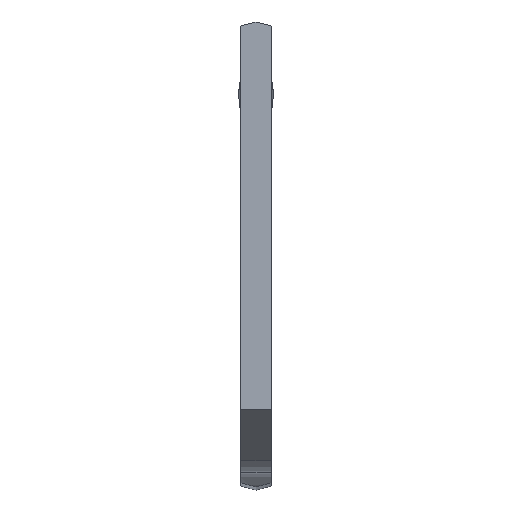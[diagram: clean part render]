
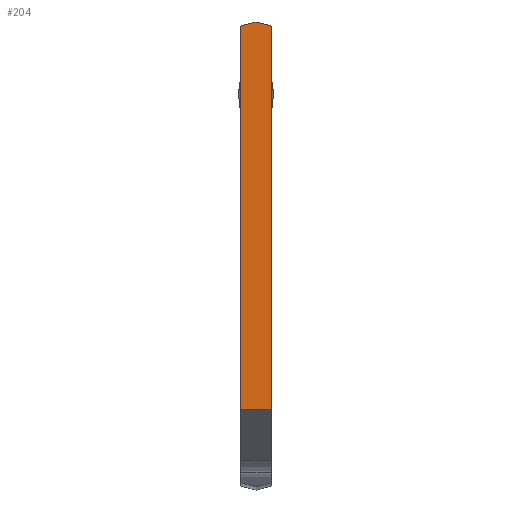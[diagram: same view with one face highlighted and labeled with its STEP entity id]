
A CAD part, top view. The second image highlights one B-rep face of the part: STEP entity #204.
In plain terms, the highlighted planar face has unit normal (0, 0, 1).
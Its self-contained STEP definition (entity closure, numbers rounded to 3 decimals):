
#204=ADVANCED_FACE('S0',(#308),#271,.T.);
#271=PLANE('',#1450);
#308=FACE_OUTER_BOUND('',#375,.T.);
#375=EDGE_LOOP('',(#442,#443,#444,#445,#446));
#442=ORIENTED_EDGE('',*,*,#946,.T.);
#443=ORIENTED_EDGE('',*,*,#947,.T.);
#444=ORIENTED_EDGE('',*,*,#948,.F.);
#445=ORIENTED_EDGE('',*,*,#949,.F.);
#446=ORIENTED_EDGE('',*,*,#950,.F.);
#820=VERTEX_POINT('',#1927);
#821=VERTEX_POINT('',#1928);
#822=VERTEX_POINT('',#1930);
#823=VERTEX_POINT('',#1932);
#824=VERTEX_POINT('',#1934);
#946=EDGE_CURVE('',#820,#821,#1135,.T.);
#947=EDGE_CURVE('',#821,#822,#1136,.T.);
#948=EDGE_CURVE('',#823,#822,#1137,.T.);
#949=EDGE_CURVE('',#824,#823,#1138,.T.);
#950=EDGE_CURVE('',#820,#824,#1139,.T.);
#1135=LINE('',#1926,#1252);
#1136=LINE('',#1929,#1253);
#1137=LINE('',#1931,#1254);
#1138=LINE('',#1933,#1255);
#1139=LINE('',#1935,#1256);
#1252=VECTOR('',#1571,1.);
#1253=VECTOR('',#1572,1.);
#1254=VECTOR('',#1573,1.);
#1255=VECTOR('',#1574,1.);
#1256=VECTOR('',#1575,1.);
#1450=AXIS2_PLACEMENT_3D('',#1936,#1576,#1577);
#1571=DIRECTION('',(-0.966,0.259,0.));
#1572=DIRECTION('',(-0.966,-0.259,0.));
#1573=DIRECTION('',(0.,1.,0.));
#1574=DIRECTION('',(-1.,0.,0.));
#1575=DIRECTION('',(0.,-1.,0.));
#1576=DIRECTION('',(0.,0.,1.));
#1577=DIRECTION('',(-1.,0.,0.));
#1926=CARTESIAN_POINT('',(0.,51.602,0.));
#1927=CARTESIAN_POINT('',(0.,51.602,0.));
#1928=CARTESIAN_POINT('',(-1.675,52.051,0.));
#1929=CARTESIAN_POINT('',(-1.675,52.051,0.));
#1930=CARTESIAN_POINT('',(-3.35,51.602,0.));
#1931=CARTESIAN_POINT('',(-3.35,55.85,0.));
#1932=CARTESIAN_POINT('',(-3.35,9.02,0.));
#1933=CARTESIAN_POINT('',(108.325,9.02,0.));
#1934=CARTESIAN_POINT('',(0.,9.02,0.));
#1935=CARTESIAN_POINT('',(0.,-3.35,0.));
#1936=CARTESIAN_POINT('',(148.325,162.5,0.));
